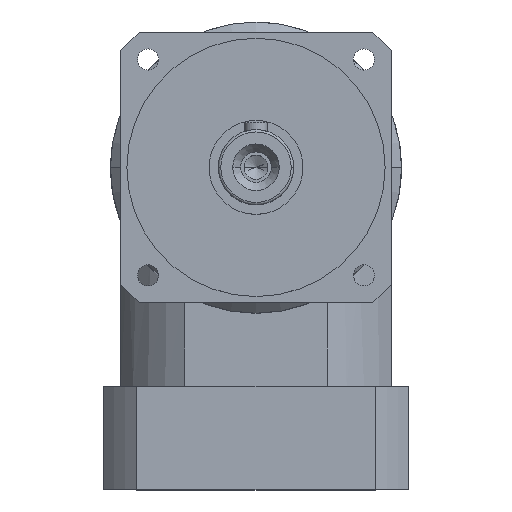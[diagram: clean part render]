
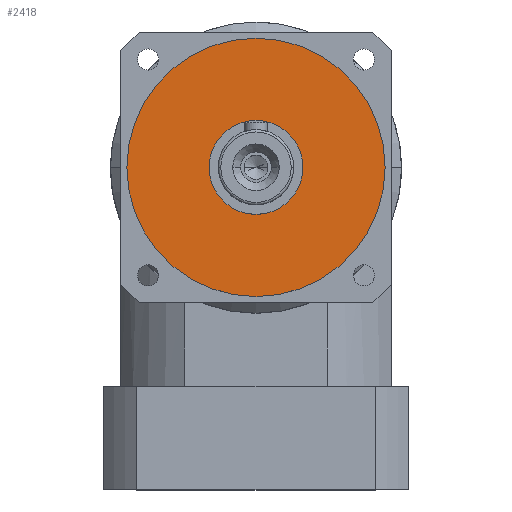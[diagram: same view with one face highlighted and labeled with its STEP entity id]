
A CAD part, top view. The second image highlights one B-rep face of the part: STEP entity #2418.
In plain terms, the highlighted planar face has unit normal (0, 0, 1).
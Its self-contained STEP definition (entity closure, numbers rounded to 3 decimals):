
#73 = CARTESIAN_POINT ( 'NONE',  ( 20., 0., 77.5 ) ) ;
#419 = DIRECTION ( 'NONE',  ( 1., 0., 0. ) ) ;
#641 = CIRCLE ( 'NONE', #2227, 20. ) ;
#836 = VERTEX_POINT ( 'NONE', #73 ) ;
#1036 = AXIS2_PLACEMENT_3D ( 'NONE', #1722, #6262, #2007 ) ;
#1117 = DIRECTION ( 'NONE',  ( 1., 0., 0. ) ) ;
#1129 = DIRECTION ( 'NONE',  ( 0., 0., 1. ) ) ;
#1136 = CARTESIAN_POINT ( 'NONE',  ( 0., 0., 77.5 ) ) ;
#1266 = VERTEX_POINT ( 'NONE', #1400 ) ;
#1392 = ORIENTED_EDGE ( 'NONE', *, *, #5788, .F. ) ;
#1400 = CARTESIAN_POINT ( 'NONE',  ( -55., 0., 77.5 ) ) ;
#1666 = CIRCLE ( 'NONE', #2289, 55. ) ;
#1722 = CARTESIAN_POINT ( 'NONE',  ( 0., 0., 77.5 ) ) ;
#1792 = ORIENTED_EDGE ( 'NONE', *, *, #4229, .T. ) ;
#1857 = AXIS2_PLACEMENT_3D ( 'NONE', #5537, #5650, #5562 ) ;
#2007 = DIRECTION ( 'NONE',  ( 1., 0., 0. ) ) ;
#2223 = CARTESIAN_POINT ( 'NONE',  ( 0., 0., 77.5 ) ) ;
#2227 = AXIS2_PLACEMENT_3D ( 'NONE', #1136, #1129, #1117 ) ;
#2251 = ORIENTED_EDGE ( 'NONE', *, *, #5612, .F. ) ;
#2289 = AXIS2_PLACEMENT_3D ( 'NONE', #3415, #3381, #3370 ) ;
#2344 = CARTESIAN_POINT ( 'NONE',  ( 55., 0., 77.5 ) ) ;
#2418 = ADVANCED_FACE ( 'NONE', ( #5542, #3099 ), #5756, .T. ) ;
#2499 = CARTESIAN_POINT ( 'NONE',  ( -20., 0., 77.5 ) ) ;
#2797 = EDGE_CURVE ( 'NONE', #1266, #5447, #1666, .T. ) ;
#3099 = FACE_OUTER_BOUND ( 'NONE', #3355, .T. ) ;
#3355 = EDGE_LOOP ( 'NONE', ( #4575, #1792 ) ) ;
#3370 = DIRECTION ( 'NONE',  ( 1., 0., 0. ) ) ;
#3381 = DIRECTION ( 'NONE',  ( 0., 0., 1. ) ) ;
#3415 = CARTESIAN_POINT ( 'NONE',  ( 0., 0., 77.5 ) ) ;
#3906 = AXIS2_PLACEMENT_3D ( 'NONE', #2223, #4954, #419 ) ;
#4229 = EDGE_CURVE ( 'NONE', #5447, #1266, #5726, .T. ) ;
#4368 = EDGE_LOOP ( 'NONE', ( #2251, #1392 ) ) ;
#4575 = ORIENTED_EDGE ( 'NONE', *, *, #2797, .T. ) ;
#4629 = VERTEX_POINT ( 'NONE', #2499 ) ;
#4672 = CIRCLE ( 'NONE', #1036, 20. ) ;
#4954 = DIRECTION ( 'NONE',  ( 0., 0., 1. ) ) ;
#5447 = VERTEX_POINT ( 'NONE', #2344 ) ;
#5537 = CARTESIAN_POINT ( 'NONE',  ( 0., 0., 77.5 ) ) ;
#5542 = FACE_BOUND ( 'NONE', #4368, .T. ) ;
#5562 = DIRECTION ( 'NONE',  ( 1., 0., 0. ) ) ;
#5612 = EDGE_CURVE ( 'NONE', #4629, #836, #641, .T. ) ;
#5650 = DIRECTION ( 'NONE',  ( 0., 0., 1. ) ) ;
#5726 = CIRCLE ( 'NONE', #3906, 55. ) ;
#5756 = PLANE ( 'NONE',  #1857 ) ;
#5788 = EDGE_CURVE ( 'NONE', #836, #4629, #4672, .T. ) ;
#6262 = DIRECTION ( 'NONE',  ( 0., 0., 1. ) ) ;
